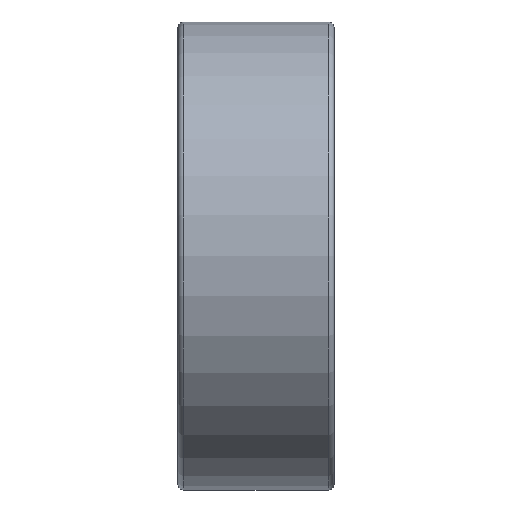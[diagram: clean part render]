
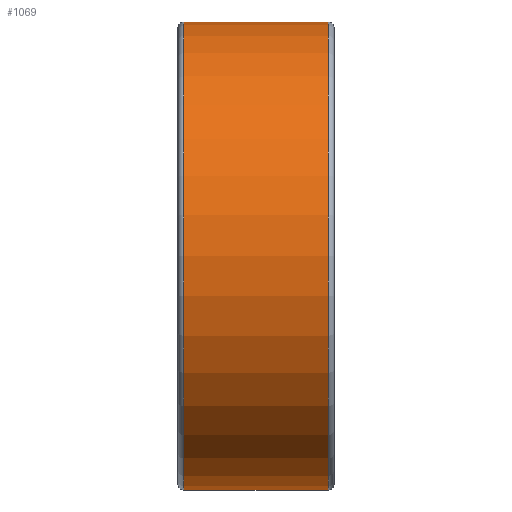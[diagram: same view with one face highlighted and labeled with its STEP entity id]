
A CAD part, top view. The second image highlights one B-rep face of the part: STEP entity #1069.
In plain terms, the highlighted cylindrical face has radius 12 mm (diameter 24 mm), a partial arc.
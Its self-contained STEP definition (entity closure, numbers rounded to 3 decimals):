
#1069=ADVANCED_FACE('',(#2367),#2368,.T.);
#2367=FACE_OUTER_BOUND('',#3891,.T.);
#2368=CYLINDRICAL_SURFACE('',#3892,12.0);
#3891=EDGE_LOOP('',(#7221,#7222,#7223,#7224));
#3892=AXIS2_PLACEMENT_3D('',#7225,#7226,#7227);
#7221=ORIENTED_EDGE('',*,*,#9502,.T.);
#7222=ORIENTED_EDGE('',*,*,#10346,.F.);
#7223=ORIENTED_EDGE('',*,*,#9504,.T.);
#7224=ORIENTED_EDGE('',*,*,#10344,.T.);
#7225=CARTESIAN_POINT('',(0.,0.0,0.0));
#7226=DIRECTION('',(1.0,0.0,0.0));
#7227=DIRECTION('',(0.0,1.0,0.));
#9502=EDGE_CURVE('',#11570,#11561,#11571,.T.);
#9504=EDGE_CURVE('',#11564,#11572,#11574,.T.);
#10344=EDGE_CURVE('',#11572,#11570,#12784,.T.);
#10346=EDGE_CURVE('',#11564,#11561,#12786,.T.);
#11561=VERTEX_POINT('',#15761);
#11564=VERTEX_POINT('',#15764);
#11570=VERTEX_POINT('',#15770);
#11571=LINE('',#15771,#15772);
#11572=VERTEX_POINT('',#15773);
#11574=LINE('',#15775,#15776);
#12784=CIRCLE('',#17790,12.0);
#12786=CIRCLE('',#17792,12.0);
#15761=CARTESIAN_POINT('',(-3.7,12.0,0.));
#15764=CARTESIAN_POINT('',(-3.7,-12.0,0.));
#15770=CARTESIAN_POINT('',(3.7,12.0,0.));
#15771=CARTESIAN_POINT('',(0.,12.0,0.));
#15772=VECTOR('',#19876,1.0);
#15773=CARTESIAN_POINT('',(3.7,-12.0,0.));
#15775=CARTESIAN_POINT('',(0.,-12.0,0.));
#15776=VECTOR('',#19880,1.0);
#17790=AXIS2_PLACEMENT_3D('',#20628,#20629,#20630);
#17792=AXIS2_PLACEMENT_3D('',#20631,#20632,#20633);
#19876=DIRECTION('',(-1.0,0.0,0.0));
#19880=DIRECTION('',(1.0,0.0,0.0));
#20628=CARTESIAN_POINT('',(3.7,0.0,0.0));
#20629=DIRECTION('',(-1.0,0.0,0.0));
#20630=DIRECTION('',(0.0,1.0,0.));
#20631=CARTESIAN_POINT('',(-3.7,0.0,0.0));
#20632=DIRECTION('',(-1.0,0.0,0.0));
#20633=DIRECTION('',(0.0,1.0,0.));
